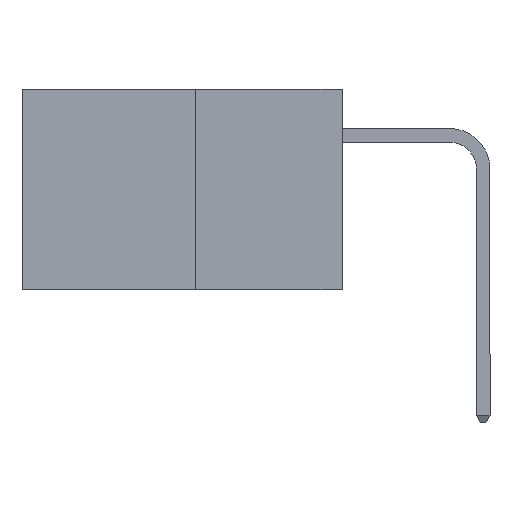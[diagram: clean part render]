
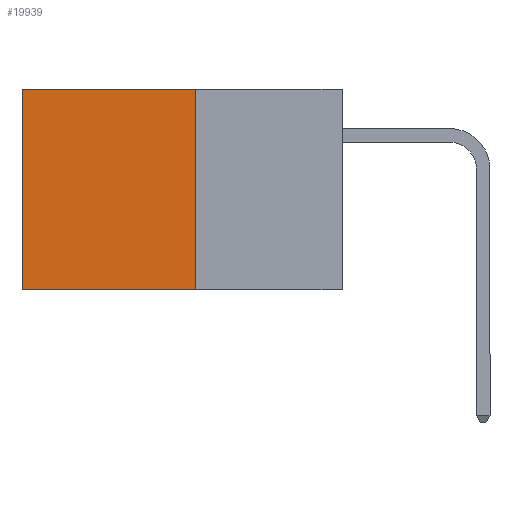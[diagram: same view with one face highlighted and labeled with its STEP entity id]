
A CAD part, left-side view. The second image highlights one B-rep face of the part: STEP entity #19939.
In plain terms, the highlighted planar face has unit normal (-1, 0, 0).
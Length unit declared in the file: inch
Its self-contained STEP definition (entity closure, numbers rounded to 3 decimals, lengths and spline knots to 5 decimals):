
#1062 = DIRECTION ( 'NONE',  ( 0., 0., -1. ) ) ;
#2569 = LINE ( 'NONE', #19757, #24591 ) ;
#2668 = EDGE_CURVE ( 'NONE', #20727, #14771, #2569, .T. ) ;
#3833 = EDGE_CURVE ( 'NONE', #12237, #14771, #23607, .T. ) ;
#5559 = PLANE ( 'NONE',  #24696 ) ;
#5813 = VECTOR ( 'NONE', #17178, 39.37008 ) ;
#6863 = EDGE_CURVE ( 'NONE', #10897, #20727, #9790, .T. ) ;
#7308 = DIRECTION ( 'NONE',  ( 0., 0., -1. ) ) ;
#7457 = VECTOR ( 'NONE', #1062, 39.37008 ) ;
#7779 = ORIENTED_EDGE ( 'NONE', *, *, #23820, .F. ) ;
#7805 = ORIENTED_EDGE ( 'NONE', *, *, #2668, .T. ) ;
#8411 = CARTESIAN_POINT ( 'NONE',  ( 0.277, 0.27, 0. ) ) ;
#8823 = CARTESIAN_POINT ( 'NONE',  ( 0.277, 0.27, -0.37 ) ) ;
#9790 = LINE ( 'NONE', #14277, #25002 ) ;
#9798 = DIRECTION ( 'NONE',  ( 1., 0., 0. ) ) ;
#10096 = DIRECTION ( 'NONE',  ( 0., 1., 0. ) ) ;
#10734 = EDGE_LOOP ( 'NONE', ( #7805, #13069, #7779, #14135 ) ) ;
#10897 = VERTEX_POINT ( 'NONE', #8411 ) ;
#11652 = LINE ( 'NONE', #17679, #7457 ) ;
#12237 = VERTEX_POINT ( 'NONE', #12575 ) ;
#12575 = CARTESIAN_POINT ( 'NONE',  ( 0.277, 0.27, -0.37 ) ) ;
#13069 = ORIENTED_EDGE ( 'NONE', *, *, #3833, .F. ) ;
#14135 = ORIENTED_EDGE ( 'NONE', *, *, #6863, .T. ) ;
#14277 = CARTESIAN_POINT ( 'NONE',  ( 0.277, 0.27, 0. ) ) ;
#14771 = VERTEX_POINT ( 'NONE', #15907 ) ;
#15907 = CARTESIAN_POINT ( 'NONE',  ( 0.277, 0.59, -0.37 ) ) ;
#17178 = DIRECTION ( 'NONE',  ( 0., 1., 0. ) ) ;
#17679 = CARTESIAN_POINT ( 'NONE',  ( 0.277, 0.27, -0.37 ) ) ;
#19757 = CARTESIAN_POINT ( 'NONE',  ( 0.277, 0.59, -0.37 ) ) ;
#19939 = ADVANCED_FACE ( 'NONE', ( #23764 ), #5559, .F. ) ;
#20406 = CARTESIAN_POINT ( 'NONE',  ( 0.277, 0.59, 0. ) ) ;
#20727 = VERTEX_POINT ( 'NONE', #20406 ) ;
#22205 = CARTESIAN_POINT ( 'NONE',  ( 0.277, 0.27, -0.37 ) ) ;
#23607 = LINE ( 'NONE', #8823, #5813 ) ;
#23764 = FACE_OUTER_BOUND ( 'NONE', #10734, .T. ) ;
#23820 = EDGE_CURVE ( 'NONE', #10897, #12237, #11652, .T. ) ;
#24282 = DIRECTION ( 'NONE',  ( 0., 0., -1. ) ) ;
#24591 = VECTOR ( 'NONE', #7308, 39.37008 ) ;
#24696 = AXIS2_PLACEMENT_3D ( 'NONE', #22205, #9798, #24282 ) ;
#25002 = VECTOR ( 'NONE', #10096, 39.37008 ) ;
